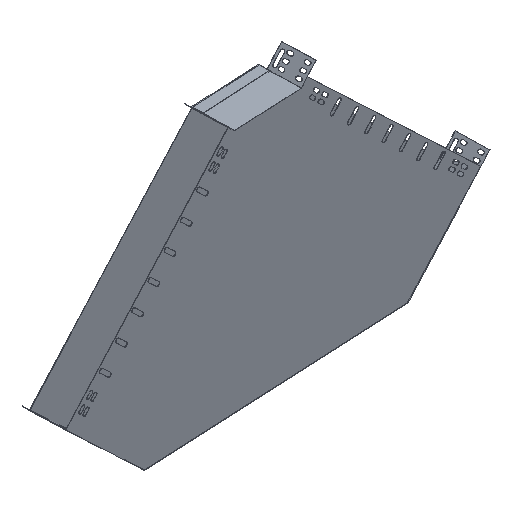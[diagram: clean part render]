
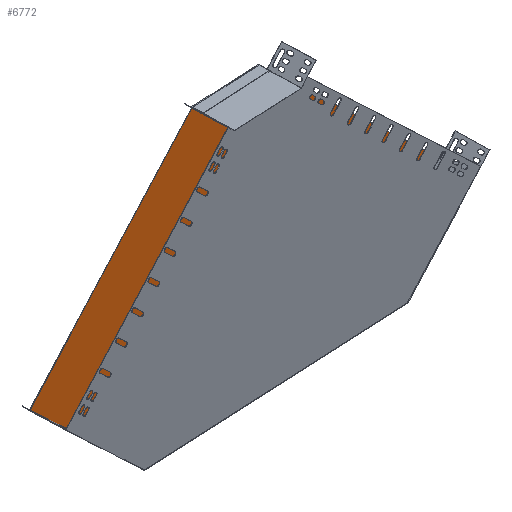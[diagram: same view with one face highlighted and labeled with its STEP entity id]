
A CAD part, isometric view. The second image highlights one B-rep face of the part: STEP entity #6772.
In plain terms, the highlighted planar face has unit normal (0.022, -1, 0.006).
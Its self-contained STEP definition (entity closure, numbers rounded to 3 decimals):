
#187 = LINE ( 'NONE', #1600, #4160 ) ;
#418 = LINE ( 'NONE', #2370, #4391 ) ;
#501 = DIRECTION ( 'NONE',  ( -0.027, 0.006, 1. ) ) ;
#520 = ORIENTED_EDGE ( 'NONE', *, *, #9041, .F. ) ;
#538 = VECTOR ( 'NONE', #8272, 1000. ) ;
#691 = VERTEX_POINT ( 'NONE', #8267 ) ;
#705 = DIRECTION ( 'NONE',  ( 0.999, 0.022, 0.027 ) ) ;
#776 = CARTESIAN_POINT ( 'NONE',  ( -241.981, 61.059, 430.67 ) ) ;
#1124 = CARTESIAN_POINT ( 'NONE',  ( -100.928, 64.156, 434.484 ) ) ;
#1410 = DIRECTION ( 'NONE',  ( 0.726, 0.011, -0.688 ) ) ;
#1488 = VECTOR ( 'NONE', #9205, 1000. ) ;
#1521 = DIRECTION ( 'NONE',  ( 0.027, -0.006, -1. ) ) ;
#1600 = CARTESIAN_POINT ( 'NONE',  ( -100.941, 64.159, 434.984 ) ) ;
#1615 = LINE ( 'NONE', #8236, #7370 ) ;
#1858 = VECTOR ( 'NONE', #4596, 1000. ) ;
#1974 = VECTOR ( 'NONE', #3854, 1000. ) ;
#2023 = CARTESIAN_POINT ( 'NONE',  ( -100.941, 64.159, 434.984 ) ) ;
#2105 = LINE ( 'NONE', #2938, #4047 ) ;
#2370 = CARTESIAN_POINT ( 'NONE',  ( 262.739, 69.879, 89.934 ) ) ;
#2524 = CARTESIAN_POINT ( 'NONE',  ( -435.757, 53.606, -76.244 ) ) ;
#2673 = ORIENTED_EDGE ( 'NONE', *, *, #8971, .T. ) ;
#2752 = VERTEX_POINT ( 'NONE', #8445 ) ;
#2938 = CARTESIAN_POINT ( 'NONE',  ( -586.392, 51.235, 66.473 ) ) ;
#2996 = DIRECTION ( 'NONE',  ( -0.687, -0.02, -0.726 ) ) ;
#3115 = CARTESIAN_POINT ( 'NONE',  ( -241.994, 61.062, 431.17 ) ) ;
#3191 = VERTEX_POINT ( 'NONE', #2023 ) ;
#3229 = ORIENTED_EDGE ( 'NONE', *, *, #8498, .F. ) ;
#3463 = ORIENTED_EDGE ( 'NONE', *, *, #9146, .T. ) ;
#3510 = CARTESIAN_POINT ( 'NONE',  ( 120.087, 65.808, -61.214 ) ) ;
#3581 = LINE ( 'NONE', #9692, #9346 ) ;
#3818 = ORIENTED_EDGE ( 'NONE', *, *, #9050, .F. ) ;
#3854 = DIRECTION ( 'NONE',  ( -0.999, -0.022, -0.027 ) ) ;
#3865 = CARTESIAN_POINT ( 'NONE',  ( -100.928, 64.156, 434.484 ) ) ;
#3918 = ORIENTED_EDGE ( 'NONE', *, *, #8950, .T. ) ;
#3945 = CARTESIAN_POINT ( 'NONE',  ( -241.994, 61.062, 431.17 ) ) ;
#3984 = FACE_OUTER_BOUND ( 'NONE', #5885, .T. ) ;
#4047 = VECTOR ( 'NONE', #1410, 1000. ) ;
#4160 = VECTOR ( 'NONE', #6841, 1000. ) ;
#4238 = VERTEX_POINT ( 'NONE', #2524 ) ;
#4262 = VERTEX_POINT ( 'NONE', #1124 ) ;
#4268 = ORIENTED_EDGE ( 'NONE', *, *, #9070, .T. ) ;
#4359 = VERTEX_POINT ( 'NONE', #3510 ) ;
#4391 = VECTOR ( 'NONE', #7579, 1000. ) ;
#4443 = AXIS2_PLACEMENT_3D ( 'NONE', #8984, #6003, #1521 ) ;
#4522 = LINE ( 'NONE', #776, #538 ) ;
#4596 = DIRECTION ( 'NONE',  ( 0.726, 0.011, -0.688 ) ) ;
#4810 = CARTESIAN_POINT ( 'NONE',  ( 262.739, 69.879, 89.934 ) ) ;
#5002 = LINE ( 'NONE', #7278, #6775 ) ;
#5660 = VERTEX_POINT ( 'NONE', #8423 ) ;
#5824 = LINE ( 'NONE', #3865, #1858 ) ;
#5885 = EDGE_LOOP ( 'NONE', ( #3229, #9215, #3918, #2673, #9100, #520, #9114, #3818, #4268, #3463 ) ) ;
#6003 = DIRECTION ( 'NONE',  ( 0.022, -1., 0.006 ) ) ;
#6404 = LINE ( 'NONE', #3115, #1974 ) ;
#6677 = CARTESIAN_POINT ( 'NONE',  ( -586.392, 51.235, 66.473 ) ) ;
#6772 = ADVANCED_FACE ( 'NONE', ( #3984 ), #7500, .T. ) ;
#6775 = VECTOR ( 'NONE', #501, 1000. ) ;
#6841 = DIRECTION ( 'NONE',  ( 0.027, -0.006, -1. ) ) ;
#7000 = LINE ( 'NONE', #3945, #1488 ) ;
#7278 = CARTESIAN_POINT ( 'NONE',  ( -586.392, 51.235, 66.473 ) ) ;
#7370 = VECTOR ( 'NONE', #2996, 1000. ) ;
#7500 = PLANE ( 'NONE',  #4443 ) ;
#7579 = DIRECTION ( 'NONE',  ( 0.027, -0.006, -1. ) ) ;
#7997 = VERTEX_POINT ( 'NONE', #4810 ) ;
#8017 = CARTESIAN_POINT ( 'NONE',  ( -241.981, 61.059, 430.67 ) ) ;
#8236 = CARTESIAN_POINT ( 'NONE',  ( 262.752, 69.876, 89.434 ) ) ;
#8267 = CARTESIAN_POINT ( 'NONE',  ( -586.406, 51.238, 66.973 ) ) ;
#8272 = DIRECTION ( 'NONE',  ( 0.687, 0.02, 0.726 ) ) ;
#8423 = CARTESIAN_POINT ( 'NONE',  ( -241.994, 61.062, 431.17 ) ) ;
#8445 = CARTESIAN_POINT ( 'NONE',  ( 262.752, 69.876, 89.434 ) ) ;
#8498 = EDGE_CURVE ( 'NONE', #691, #9378, #4522, .T. ) ;
#8551 = EDGE_CURVE ( 'NONE', #4262, #7997, #5824, .T. ) ;
#8871 = EDGE_CURVE ( 'NONE', #9475, #691, #5002, .T. ) ;
#8950 = EDGE_CURVE ( 'NONE', #9475, #4238, #2105, .T. ) ;
#8971 = EDGE_CURVE ( 'NONE', #4238, #4359, #3581, .T. ) ;
#8984 = CARTESIAN_POINT ( 'NONE',  ( 262.739, 69.879, 89.934 ) ) ;
#8990 = EDGE_CURVE ( 'NONE', #2752, #4359, #1615, .T. ) ;
#9041 = EDGE_CURVE ( 'NONE', #7997, #2752, #418, .T. ) ;
#9050 = EDGE_CURVE ( 'NONE', #3191, #4262, #187, .T. ) ;
#9070 = EDGE_CURVE ( 'NONE', #3191, #5660, #6404, .T. ) ;
#9100 = ORIENTED_EDGE ( 'NONE', *, *, #8990, .F. ) ;
#9114 = ORIENTED_EDGE ( 'NONE', *, *, #8551, .F. ) ;
#9146 = EDGE_CURVE ( 'NONE', #5660, #9378, #7000, .T. ) ;
#9205 = DIRECTION ( 'NONE',  ( 0.027, -0.006, -1. ) ) ;
#9215 = ORIENTED_EDGE ( 'NONE', *, *, #8871, .F. ) ;
#9346 = VECTOR ( 'NONE', #705, 1000. ) ;
#9378 = VERTEX_POINT ( 'NONE', #8017 ) ;
#9475 = VERTEX_POINT ( 'NONE', #6677 ) ;
#9692 = CARTESIAN_POINT ( 'NONE',  ( 120.087, 65.808, -61.214 ) ) ;
